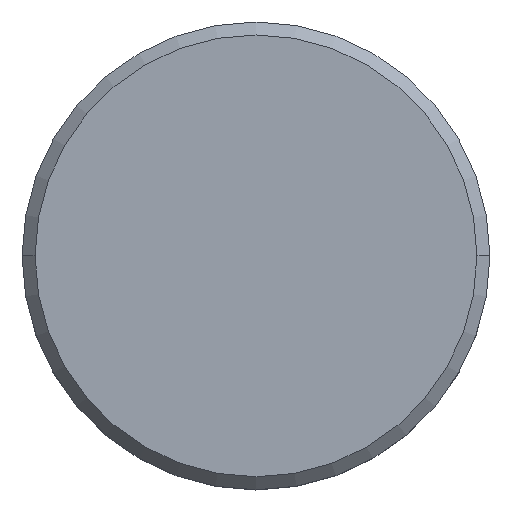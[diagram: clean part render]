
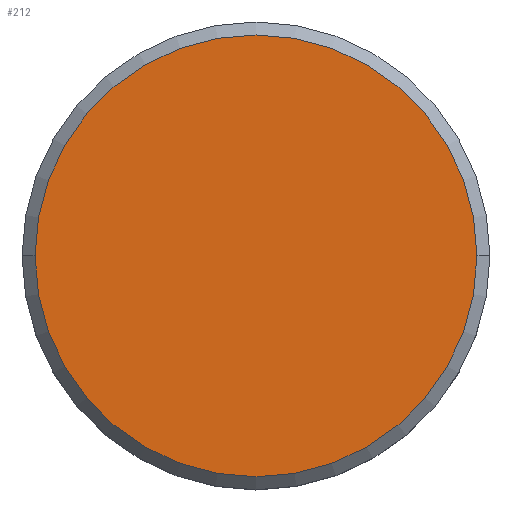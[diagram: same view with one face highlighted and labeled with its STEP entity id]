
A CAD part, top view. The second image highlights one B-rep face of the part: STEP entity #212.
In plain terms, the highlighted planar face has unit normal (0, 0, 1).
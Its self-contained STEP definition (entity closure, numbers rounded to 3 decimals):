
#92 = EDGE_CURVE ( 'NONE', #122, #475, #185, .T. ) ;
#97 = FACE_OUTER_BOUND ( 'NONE', #437, .T. ) ;
#122 = VERTEX_POINT ( 'NONE', #134 ) ;
#129 = CARTESIAN_POINT ( 'NONE',  ( 8.5, 0., 0. ) ) ;
#134 = CARTESIAN_POINT ( 'NONE',  ( -8.5, 0., 0. ) ) ;
#142 = ORIENTED_EDGE ( 'NONE', *, *, #551, .T. ) ;
#143 = DIRECTION ( 'NONE',  ( 0., 0., 1. ) ) ;
#185 = CIRCLE ( 'NONE', #504, 8.5 ) ;
#212 = ADVANCED_FACE ( 'NONE', ( #97 ), #592, .T. ) ;
#233 = CARTESIAN_POINT ( 'NONE',  ( 0., 0., 0. ) ) ;
#324 = DIRECTION ( 'NONE',  ( 1., 0., 0. ) ) ;
#336 = AXIS2_PLACEMENT_3D ( 'NONE', #583, #578, #533 ) ;
#355 = CIRCLE ( 'NONE', #336, 8.5 ) ;
#359 = DIRECTION ( 'NONE',  ( 0., 0., 1. ) ) ;
#367 = CARTESIAN_POINT ( 'NONE',  ( 0., 0., 0. ) ) ;
#412 = ORIENTED_EDGE ( 'NONE', *, *, #92, .T. ) ;
#437 = EDGE_LOOP ( 'NONE', ( #412, #142 ) ) ;
#475 = VERTEX_POINT ( 'NONE', #129 ) ;
#486 = DIRECTION ( 'NONE',  ( 1., 0., 0. ) ) ;
#504 = AXIS2_PLACEMENT_3D ( 'NONE', #233, #359, #486 ) ;
#533 = DIRECTION ( 'NONE',  ( 1., 0., 0. ) ) ;
#534 = AXIS2_PLACEMENT_3D ( 'NONE', #367, #143, #324 ) ;
#551 = EDGE_CURVE ( 'NONE', #475, #122, #355, .T. ) ;
#578 = DIRECTION ( 'NONE',  ( 0., 0., 1. ) ) ;
#583 = CARTESIAN_POINT ( 'NONE',  ( 0., 0., 0. ) ) ;
#592 = PLANE ( 'NONE',  #534 ) ;
